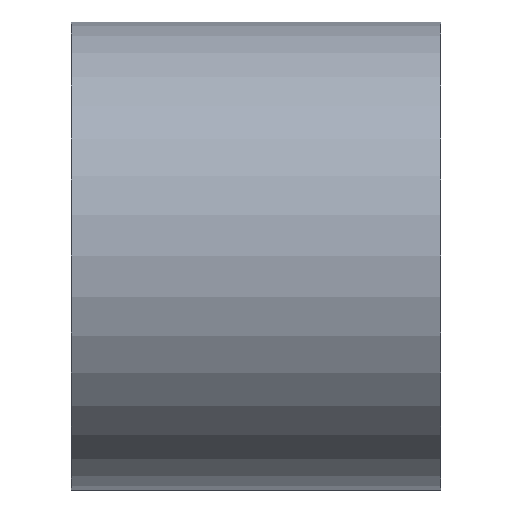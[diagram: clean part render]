
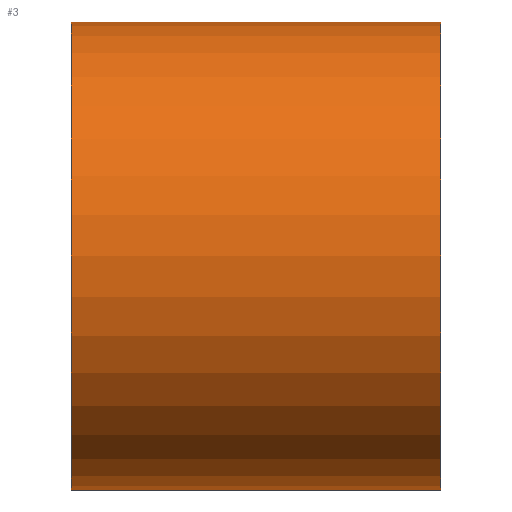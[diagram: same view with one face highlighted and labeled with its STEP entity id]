
A CAD part, left-side view. The second image highlights one B-rep face of the part: STEP entity #3.
In plain terms, the highlighted cylindrical face has radius 9.5 mm (diameter 19 mm), a partial arc.
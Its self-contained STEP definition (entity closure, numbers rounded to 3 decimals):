
#3 = ADVANCED_FACE ( 'NONE', ( #93 ), #249, .T. ) ;
#9 = VERTEX_POINT ( 'NONE', #39 ) ;
#10 = CARTESIAN_POINT ( 'NONE',  ( 0., 15., 9.5 ) ) ;
#15 = CIRCLE ( 'NONE', #208, 9.5 ) ;
#21 = VECTOR ( 'NONE', #99, 1000. ) ;
#30 = CIRCLE ( 'NONE', #172, 9.5 ) ;
#34 = ORIENTED_EDGE ( 'NONE', *, *, #74, .T. ) ;
#39 = CARTESIAN_POINT ( 'NONE',  ( 0., 0., 9.5 ) ) ;
#41 = DIRECTION ( 'NONE',  ( 0., 1., 0. ) ) ;
#56 = DIRECTION ( 'NONE',  ( 0., -1., 0. ) ) ;
#68 = ORIENTED_EDGE ( 'NONE', *, *, #105, .F. ) ;
#74 = EDGE_CURVE ( 'NONE', #131, #9, #15, .T. ) ;
#75 = DIRECTION ( 'NONE',  ( 0., 1., 0. ) ) ;
#88 = CARTESIAN_POINT ( 'NONE',  ( 0., 15., 9.5 ) ) ;
#93 = FACE_OUTER_BOUND ( 'NONE', #246, .T. ) ;
#95 = VECTOR ( 'NONE', #220, 1000. ) ;
#99 = DIRECTION ( 'NONE',  ( 0., -1., 0. ) ) ;
#105 = EDGE_CURVE ( 'NONE', #114, #152, #30, .T. ) ;
#110 = EDGE_CURVE ( 'NONE', #114, #131, #225, .T. ) ;
#114 = VERTEX_POINT ( 'NONE', #212 ) ;
#123 = DIRECTION ( 'NONE',  ( 0., 0., 1. ) ) ;
#131 = VERTEX_POINT ( 'NONE', #233 ) ;
#152 = VERTEX_POINT ( 'NONE', #10 ) ;
#156 = AXIS2_PLACEMENT_3D ( 'NONE', #213, #56, #164 ) ;
#161 = CARTESIAN_POINT ( 'NONE',  ( 0., 15., 0. ) ) ;
#164 = DIRECTION ( 'NONE',  ( 0., 0., -1. ) ) ;
#172 = AXIS2_PLACEMENT_3D ( 'NONE', #161, #75, #232 ) ;
#196 = CARTESIAN_POINT ( 'NONE',  ( 0., 15., -9.5 ) ) ;
#202 = ORIENTED_EDGE ( 'NONE', *, *, #110, .T. ) ;
#208 = AXIS2_PLACEMENT_3D ( 'NONE', #217, #41, #123 ) ;
#210 = ORIENTED_EDGE ( 'NONE', *, *, #229, .F. ) ;
#212 = CARTESIAN_POINT ( 'NONE',  ( 0., 15., -9.5 ) ) ;
#213 = CARTESIAN_POINT ( 'NONE',  ( 0., 15., 0. ) ) ;
#217 = CARTESIAN_POINT ( 'NONE',  ( 0., 0., 0. ) ) ;
#220 = DIRECTION ( 'NONE',  ( 0., -1., 0. ) ) ;
#225 = LINE ( 'NONE', #196, #21 ) ;
#229 = EDGE_CURVE ( 'NONE', #152, #9, #247, .T. ) ;
#232 = DIRECTION ( 'NONE',  ( 0., 0., 1. ) ) ;
#233 = CARTESIAN_POINT ( 'NONE',  ( 0., 0., -9.5 ) ) ;
#246 = EDGE_LOOP ( 'NONE', ( #210, #68, #202, #34 ) ) ;
#247 = LINE ( 'NONE', #88, #95 ) ;
#249 = CYLINDRICAL_SURFACE ( 'NONE', #156, 9.5 ) ;
